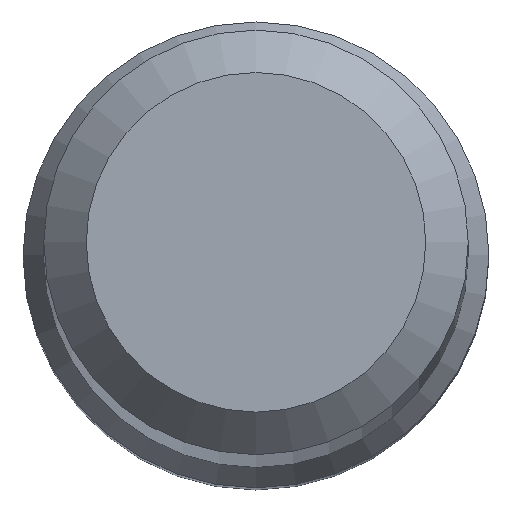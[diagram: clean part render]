
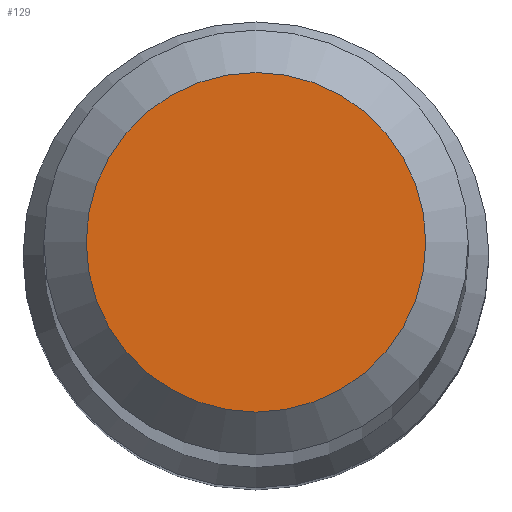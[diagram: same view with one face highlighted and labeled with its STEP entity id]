
A CAD part, top view. The second image highlights one B-rep face of the part: STEP entity #129.
In plain terms, the highlighted planar face has unit normal (0, 0, 1).
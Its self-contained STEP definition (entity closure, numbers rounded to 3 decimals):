
#35 = EDGE_LOOP ( 'NONE', ( #56 ) ) ;
#52 = CARTESIAN_POINT ( 'NONE',  ( 0., 0., 80. ) ) ;
#55 = EDGE_CURVE ( 'NONE', #157, #157, #142, .T. ) ;
#56 = ORIENTED_EDGE ( 'NONE', *, *, #55, .F. ) ;
#72 = AXIS2_PLACEMENT_3D ( 'NONE', #100, #224, #173 ) ;
#87 = AXIS2_PLACEMENT_3D ( 'NONE', #52, #126, #159 ) ;
#96 = FACE_OUTER_BOUND ( 'NONE', #35, .T. ) ;
#100 = CARTESIAN_POINT ( 'NONE',  ( 0., 0., 80. ) ) ;
#126 = DIRECTION ( 'NONE',  ( 0., 0., -1. ) ) ;
#129 = ADVANCED_FACE ( 'NONE', ( #96 ), #175, .F. ) ;
#142 = CIRCLE ( 'NONE', #87, 1.6 ) ;
#157 = VERTEX_POINT ( 'NONE', #203 ) ;
#159 = DIRECTION ( 'NONE',  ( 0., 1., 0. ) ) ;
#173 = DIRECTION ( 'NONE',  ( 0., 1., 0. ) ) ;
#175 = PLANE ( 'NONE',  #72 ) ;
#203 = CARTESIAN_POINT ( 'NONE',  ( 0., 1.6, 80. ) ) ;
#224 = DIRECTION ( 'NONE',  ( 0., 0., -1. ) ) ;
